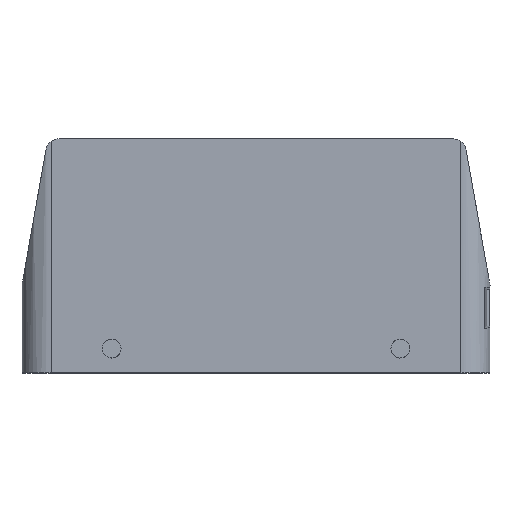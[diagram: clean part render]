
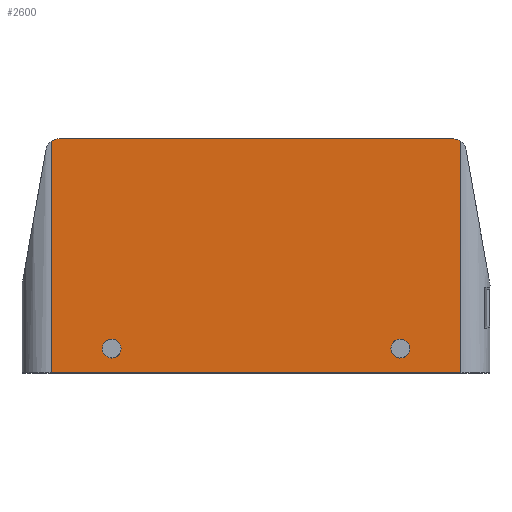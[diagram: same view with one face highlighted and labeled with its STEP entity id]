
A CAD part, top view. The second image highlights one B-rep face of the part: STEP entity #2600.
In plain terms, the highlighted face is planar.
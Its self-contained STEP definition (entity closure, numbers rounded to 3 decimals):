
#1000=CARTESIAN_POINT('',(52.5,26.4,
21.9));
#1010=VERTEX_POINT('',#1000);
#1040=CARTESIAN_POINT('',(0.,26.4,
21.9));
#1050=DIRECTION('',(-1.,0.,0.));
#1060=VECTOR('',#1050,1.);
#1070=LINE('',#1040,#1060);
#1080=CARTESIAN_POINT('',(-52.5,26.4,
21.9));
#1090=VERTEX_POINT('',#1080);
#1100=EDGE_CURVE('',#1010,#1090,#1070,.T.);
#1820=CARTESIAN_POINT('',(36.,-57.316,
23.072));
#1830=DIRECTION('',(0.,-0.014,
-1.));
#1840=DIRECTION('',(0.,1.,
-0.014));
#1850=AXIS2_PLACEMENT_3D('',#1820,#1830,#1840);
#1860=PLANE('',#1850);
#1870=CARTESIAN_POINT('',(37.,20.2,
21.987));
#1880=DIRECTION('',(0.,-0.014,
-1.));
#1890=DIRECTION('',(0.,1.,
-0.014));
#1900=AXIS2_PLACEMENT_3D('',#1870,#1880,#1890);
#1910=ELLIPSE('',#1900,2.4,2.4);
#1920=CARTESIAN_POINT('',(39.4,20.2,
21.987));
#1930=VERTEX_POINT('',#1920);
#1940=CARTESIAN_POINT('',(34.6,20.2,
21.987));
#1950=VERTEX_POINT('',#1940);
#1960=EDGE_CURVE('',#1930,#1950,#1910,.T.);
#1970=ORIENTED_EDGE('',*,*,#1960,.T.);
#1980=EDGE_CURVE('',#1950,#1930,#1910,.T.);
#1990=ORIENTED_EDGE('',*,*,#1980,.T.);
#2000=EDGE_LOOP('',(#1990,#1970));
#2010=FACE_BOUND('',#2000,.T.);
#2020=CARTESIAN_POINT('',(-37.,20.2,
21.987));
#2030=DIRECTION('',(0.,-0.014,
-1.));
#2040=DIRECTION('',(0.,1.,
-0.014));
#2050=AXIS2_PLACEMENT_3D('',#2020,#2030,#2040);
#2060=ELLIPSE('',#2050,2.4,2.4);
#2070=CARTESIAN_POINT('',(-34.6,20.2,
21.987));
#2080=VERTEX_POINT('',#2070);
#2090=CARTESIAN_POINT('',(-39.4,20.2,
21.987));
#2100=VERTEX_POINT('',#2090);
#2110=EDGE_CURVE('',#2080,#2100,#2060,.T.);
#2120=ORIENTED_EDGE('',*,*,#2110,.T.);
#2130=EDGE_CURVE('',#2100,#2080,#2060,.T.);
#2140=ORIENTED_EDGE('',*,*,#2130,.T.);
#2150=EDGE_LOOP('',(#2140,#2120));
#2160=FACE_BOUND('',#2150,.T.);
#2170=CARTESIAN_POINT('',(50.451,-30.1,
22.691));
#2180=DIRECTION('',(0.,-0.014,
-1.));
#2190=DIRECTION('',(0.,1.,
-0.014));
#2200=AXIS2_PLACEMENT_3D('',#2170,#2180,#2190);
#2210=ELLIPSE('',#2200,3.5,3.5);
#2220=CARTESIAN_POINT('',(52.5,-32.937,
22.731));
#2230=VERTEX_POINT('',#2220);
#2240=CARTESIAN_POINT('',(50.451,-33.6,
22.74));
#2250=VERTEX_POINT('',#2240);
#2260=EDGE_CURVE('',#2230,#2250,#2210,.T.);
#2270=ORIENTED_EDGE('',*,*,#2260,.F.);
#2280=CARTESIAN_POINT('',(0.,-33.6,
22.74));
#2290=DIRECTION('',(1.,0.,0.));
#2300=VECTOR('',#2290,1.);
#2310=LINE('',#2280,#2300);
#2320=CARTESIAN_POINT('',(-50.451,-33.6,
22.74));
#2330=VERTEX_POINT('',#2320);
#2340=EDGE_CURVE('',#2330,#2250,#2310,.T.);
#2350=ORIENTED_EDGE('',*,*,#2340,.T.);
#2360=CARTESIAN_POINT('',(-50.451,-30.1,
22.691));
#2370=DIRECTION('',(0.,-0.014,
-1.));
#2380=DIRECTION('',(0.,1.,
-0.014));
#2390=AXIS2_PLACEMENT_3D('',#2360,#2370,#2380);
#2400=ELLIPSE('',#2390,3.5,3.5);
#2410=CARTESIAN_POINT('',(-52.5,-32.937,
22.731));
#2420=VERTEX_POINT('',#2410);
#2430=EDGE_CURVE('',#2330,#2420,#2400,.T.);
#2440=ORIENTED_EDGE('',*,*,#2430,.F.);
#2450=CARTESIAN_POINT('',(-52.5,25.555,
21.912));
#2460=DIRECTION('',(0.,1.,
-0.014));
#2470=VECTOR('',#2460,1.);
#2480=LINE('',#2450,#2470);
#2490=EDGE_CURVE('',#2420,#1090,#2480,.T.);
#2500=ORIENTED_EDGE('',*,*,#2490,.F.);
#2510=ORIENTED_EDGE('',*,*,#1100,.T.);
#2520=CARTESIAN_POINT('',(52.5,25.555,
21.912));
#2530=DIRECTION('',(0.,1.,
-0.014));
#2540=VECTOR('',#2530,1.);
#2550=LINE('',#2520,#2540);
#2560=EDGE_CURVE('',#2230,#1010,#2550,.T.);
#2570=ORIENTED_EDGE('',*,*,#2560,.T.);
#2580=EDGE_LOOP('',(#2570,#2510,#2500,#2440,#2350,#2270));
#2590=FACE_OUTER_BOUND('',#2580,.T.);
#2600=ADVANCED_FACE('',(#2010,#2160,#2590),#1860,.F.);
